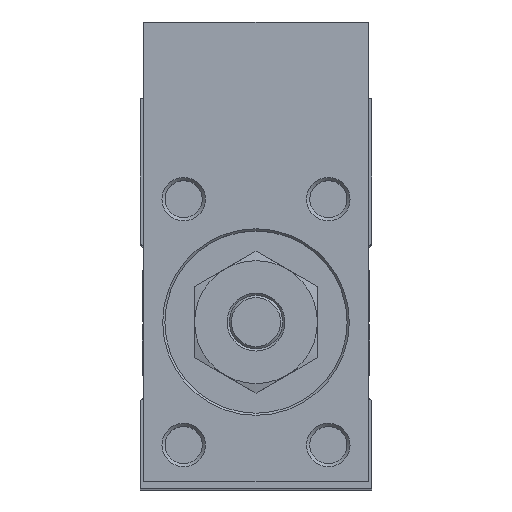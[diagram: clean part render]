
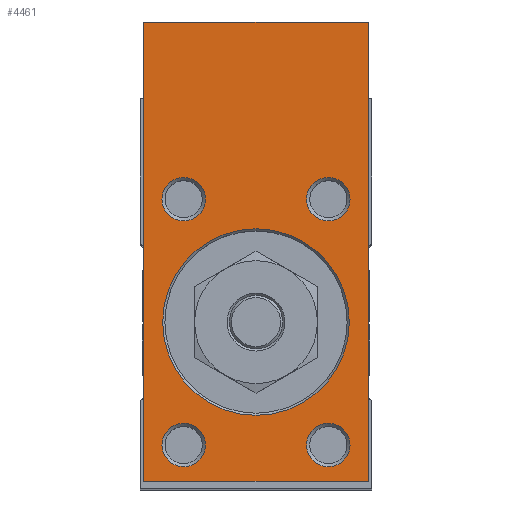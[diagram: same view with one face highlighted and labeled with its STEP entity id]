
A CAD part, top view. The second image highlights one B-rep face of the part: STEP entity #4461.
In plain terms, the highlighted planar face has unit normal (0, 0, 1).
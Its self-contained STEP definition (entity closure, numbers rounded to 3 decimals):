
#336=CIRCLE('',#4929,12.9);
#337=CIRCLE('',#4930,3.);
#338=CIRCLE('',#4931,3.);
#339=CIRCLE('',#4932,3.);
#340=CIRCLE('',#4933,3.);
#1033=ORIENTED_EDGE('',*,*,#1908,.T.);
#1034=ORIENTED_EDGE('',*,*,#1910,.T.);
#1035=ORIENTED_EDGE('',*,*,#1911,.T.);
#1036=ORIENTED_EDGE('',*,*,#1906,.T.);
#1037=ORIENTED_EDGE('',*,*,#1912,.T.);
#1038=ORIENTED_EDGE('',*,*,#1913,.T.);
#1039=ORIENTED_EDGE('',*,*,#1914,.T.);
#1040=ORIENTED_EDGE('',*,*,#1915,.T.);
#1041=ORIENTED_EDGE('',*,*,#1916,.T.);
#1906=EDGE_CURVE('',#2414,#2415,#2760,.T.);
#1908=EDGE_CURVE('',#2415,#2416,#2762,.T.);
#1910=EDGE_CURVE('',#2416,#2417,#2764,.T.);
#1911=EDGE_CURVE('',#2417,#2414,#2765,.T.);
#1912=EDGE_CURVE('',#2418,#2418,#336,.T.);
#1913=EDGE_CURVE('',#2419,#2419,#337,.T.);
#1914=EDGE_CURVE('',#2420,#2420,#338,.T.);
#1915=EDGE_CURVE('',#2421,#2421,#339,.T.);
#1916=EDGE_CURVE('',#2422,#2422,#340,.T.);
#2414=VERTEX_POINT('',#7237);
#2415=VERTEX_POINT('',#7239);
#2416=VERTEX_POINT('',#7243);
#2417=VERTEX_POINT('',#7247);
#2418=VERTEX_POINT('',#7253);
#2419=VERTEX_POINT('',#7255);
#2420=VERTEX_POINT('',#7257);
#2421=VERTEX_POINT('',#7259);
#2422=VERTEX_POINT('',#7261);
#2760=LINE('',#7240,#3120);
#2762=LINE('',#7244,#3122);
#2764=LINE('',#7248,#3124);
#2765=LINE('',#7250,#3125);
#3120=VECTOR('',#5920,1000.);
#3122=VECTOR('',#5924,1000.);
#3124=VECTOR('',#5928,1000.);
#3125=VECTOR('',#5931,1000.);
#3520=EDGE_LOOP('',(#1033,#1034,#1035,#1036));
#3521=EDGE_LOOP('',(#1037));
#3522=EDGE_LOOP('',(#1038));
#3523=EDGE_LOOP('',(#1039));
#3524=EDGE_LOOP('',(#1040));
#3525=EDGE_LOOP('',(#1041));
#3962=FACE_BOUND('',#3520,.T.);
#3963=FACE_BOUND('',#3521,.T.);
#3964=FACE_BOUND('',#3522,.T.);
#3965=FACE_BOUND('',#3523,.T.);
#3966=FACE_BOUND('',#3524,.T.);
#3967=FACE_BOUND('',#3525,.T.);
#4232=PLANE('',#4928);
#4461=ADVANCED_FACE('',(#3962,#3963,#3964,#3965,#3966,#3967),#4232,.T.);
#4928=AXIS2_PLACEMENT_3D('',#7251,#5932,#5933);
#4929=AXIS2_PLACEMENT_3D('',#7252,#5934,#5935);
#4930=AXIS2_PLACEMENT_3D('',#7254,#5936,#5937);
#4931=AXIS2_PLACEMENT_3D('',#7256,#5938,#5939);
#4932=AXIS2_PLACEMENT_3D('',#7258,#5940,#5941);
#4933=AXIS2_PLACEMENT_3D('',#7260,#5942,#5943);
#5920=DIRECTION('',(-1.,0.,0.));
#5924=DIRECTION('',(0.,-1.,0.));
#5928=DIRECTION('',(1.,0.,0.));
#5931=DIRECTION('',(0.,1.,0.));
#5932=DIRECTION('',(0.,0.,1.));
#5933=DIRECTION('',(1.,0.,0.));
#5934=DIRECTION('',(0.,0.,-1.));
#5935=DIRECTION('',(-1.,0.,0.));
#5936=DIRECTION('',(0.,0.,-1.));
#5937=DIRECTION('',(-1.,0.,0.));
#5938=DIRECTION('',(0.,0.,-1.));
#5939=DIRECTION('',(-1.,0.,0.));
#5940=DIRECTION('',(0.,0.,-1.));
#5941=DIRECTION('',(-1.,0.,0.));
#5942=DIRECTION('',(0.,0.,-1.));
#5943=DIRECTION('',(-1.,0.,0.));
#7237=CARTESIAN_POINT('',(15.5,41.5,15.5));
#7239=CARTESIAN_POINT('',(-15.5,41.5,15.5));
#7240=CARTESIAN_POINT('',(15.5,41.5,15.5));
#7243=CARTESIAN_POINT('',(-15.5,-22.,15.5));
#7244=CARTESIAN_POINT('',(-15.5,41.5,15.5));
#7247=CARTESIAN_POINT('',(15.5,-22.,15.5));
#7248=CARTESIAN_POINT('',(-15.5,-22.,15.5));
#7250=CARTESIAN_POINT('',(15.5,-22.,15.5));
#7251=CARTESIAN_POINT('',(0.,0.,15.5));
#7252=CARTESIAN_POINT('',(0.,0.,15.5));
#7253=CARTESIAN_POINT('',(-12.9,0.,15.5));
#7254=CARTESIAN_POINT('',(10.,17.,15.5));
#7255=CARTESIAN_POINT('',(7.,17.,15.5));
#7256=CARTESIAN_POINT('',(-10.,-17.,15.5));
#7257=CARTESIAN_POINT('',(-13.,-17.,15.5));
#7258=CARTESIAN_POINT('',(10.,-17.,15.5));
#7259=CARTESIAN_POINT('',(7.,-17.,15.5));
#7260=CARTESIAN_POINT('',(-10.,17.,15.5));
#7261=CARTESIAN_POINT('',(-13.,17.,15.5));
